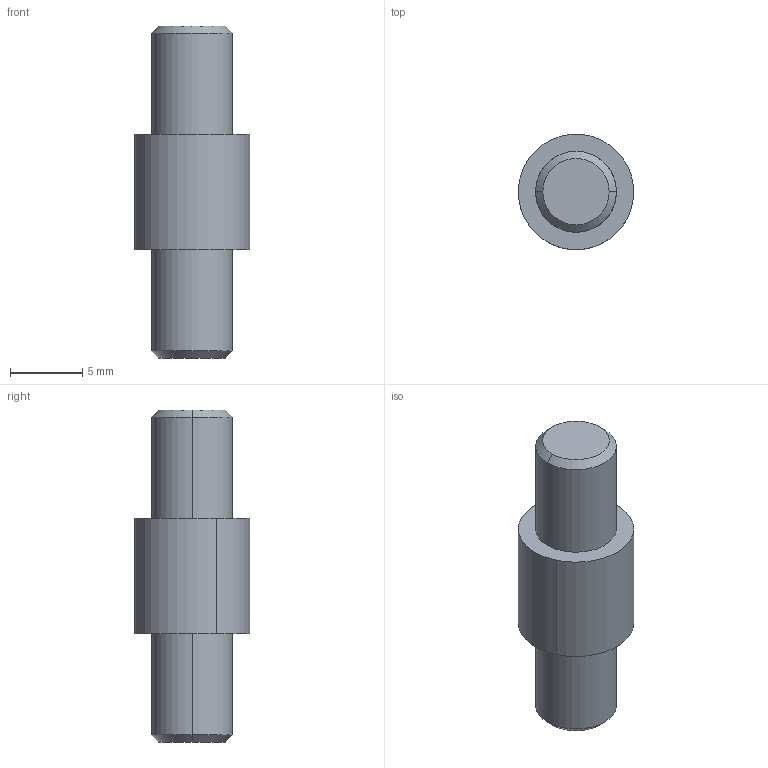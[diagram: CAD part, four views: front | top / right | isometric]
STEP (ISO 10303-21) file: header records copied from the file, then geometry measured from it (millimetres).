
FILE_DESCRIPTION (( 'STEP AP203' ), '1' );
FILE_NAME ('A19_5015-023.STEP', '2022-10-21T04:53:55', ( '' ), ( '' ), 'SwSTEP 2.0', 'SolidWorks 2019', '' );
FILE_SCHEMA (( 'CONFIG_CONTROL_DESIGN' ));
Length unit declared in the file: millimetre
Products named in the file (3): A19_5015-023.P1; A19_5015-023; A19_5015-023.P2
Assembly tree (2 placements, depth 2):
  A19_5015-023
    A19_5015-023.P1
    A19_5015-023.P2
Bounding box: 7.97 x 7.97 x 23 mm (x, y, z)
Volume: 767.4 mm3; surface area: 836 mm2
Topology: 2 solids, 2 shells, 14 faces, 26 edges, 16 vertices
Faces by surface type: cylinder 6, cone 4, plane 4
Entity records: 663 total; most frequent: DIRECTION 80, CARTESIAN_POINT 61, ORIENTED_EDGE 52, AXIS2_PLACEMENT_3D 35, EDGE_CURVE 26, PERSON_AND_ORGANIZATION 26, DATE_AND_TIME 19, CALENDAR_DATE 19
